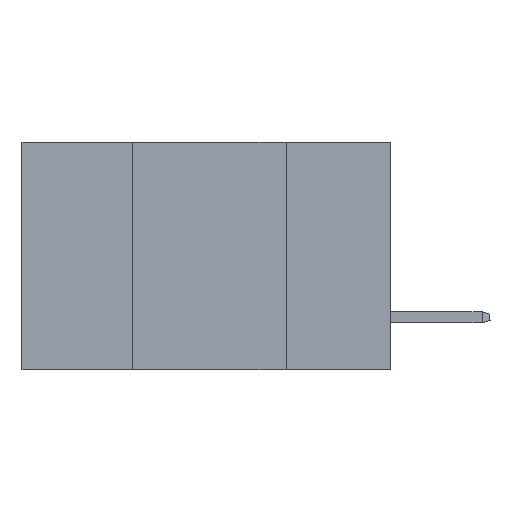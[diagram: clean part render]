
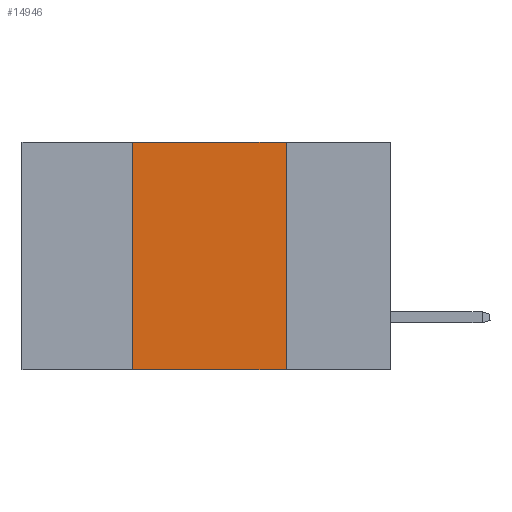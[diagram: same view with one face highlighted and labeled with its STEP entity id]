
A CAD part, left-side view. The second image highlights one B-rep face of the part: STEP entity #14946.
In plain terms, the highlighted planar face has unit normal (-1, 0, 0).
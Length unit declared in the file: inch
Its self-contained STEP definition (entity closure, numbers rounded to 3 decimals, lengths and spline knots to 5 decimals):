
#76 = EDGE_CURVE ( 'NONE', #13445, #4174, #6683, .T. ) ;
#312 = CARTESIAN_POINT ( 'NONE',  ( 0., 0.17, -0.37 ) ) ;
#700 = DIRECTION ( 'NONE',  ( 1., 0., 0. ) ) ;
#1651 = LINE ( 'NONE', #3413, #7367 ) ;
#2185 = DIRECTION ( 'NONE',  ( 0., 0., -1. ) ) ;
#2272 = VERTEX_POINT ( 'NONE', #3775 ) ;
#2323 = ORIENTED_EDGE ( 'NONE', *, *, #14482, .F. ) ;
#3000 = LINE ( 'NONE', #14070, #9360 ) ;
#3043 = EDGE_LOOP ( 'NONE', ( #13684, #8242, #2323, #9722 ) ) ;
#3143 = CARTESIAN_POINT ( 'NONE',  ( 0., 0.42, 0. ) ) ;
#3334 = DIRECTION ( 'NONE',  ( 0., 0., -1. ) ) ;
#3413 = CARTESIAN_POINT ( 'NONE',  ( 0., 0.42, 0. ) ) ;
#3775 = CARTESIAN_POINT ( 'NONE',  ( 0., 0.42, -0.37 ) ) ;
#4174 = VERTEX_POINT ( 'NONE', #312 ) ;
#4654 = PLANE ( 'NONE',  #11654 ) ;
#4700 = VECTOR ( 'NONE', #15086, 39.37008 ) ;
#6268 = DIRECTION ( 'NONE',  ( 0., -1., 0. ) ) ;
#6479 = VECTOR ( 'NONE', #2185, 39.37008 ) ;
#6683 = LINE ( 'NONE', #10070, #6479 ) ;
#7367 = VECTOR ( 'NONE', #16435, 39.37008 ) ;
#8242 = ORIENTED_EDGE ( 'NONE', *, *, #11485, .F. ) ;
#9360 = VECTOR ( 'NONE', #6268, 39.37008 ) ;
#9722 = ORIENTED_EDGE ( 'NONE', *, *, #16909, .T. ) ;
#10070 = CARTESIAN_POINT ( 'NONE',  ( 0., 0.17, 0. ) ) ;
#10407 = FACE_OUTER_BOUND ( 'NONE', #3043, .T. ) ;
#11219 = CARTESIAN_POINT ( 'NONE',  ( 0., 0.6, 0. ) ) ;
#11485 = EDGE_CURVE ( 'NONE', #12639, #13445, #15961, .T. ) ;
#11654 = AXIS2_PLACEMENT_3D ( 'NONE', #11219, #700, #3334 ) ;
#12017 = CARTESIAN_POINT ( 'NONE',  ( 0., 0.17, 0. ) ) ;
#12639 = VERTEX_POINT ( 'NONE', #3143 ) ;
#13445 = VERTEX_POINT ( 'NONE', #12017 ) ;
#13684 = ORIENTED_EDGE ( 'NONE', *, *, #76, .F. ) ;
#14070 = CARTESIAN_POINT ( 'NONE',  ( 0., 0.6, -0.37 ) ) ;
#14482 = EDGE_CURVE ( 'NONE', #2272, #12639, #1651, .T. ) ;
#14946 = ADVANCED_FACE ( 'NONE', ( #10407 ), #4654, .F. ) ;
#15086 = DIRECTION ( 'NONE',  ( 0., -1., 0. ) ) ;
#15195 = CARTESIAN_POINT ( 'NONE',  ( 0., 0.6, 0. ) ) ;
#15961 = LINE ( 'NONE', #15195, #4700 ) ;
#16435 = DIRECTION ( 'NONE',  ( 0., 0., 1. ) ) ;
#16909 = EDGE_CURVE ( 'NONE', #2272, #4174, #3000, .T. ) ;
